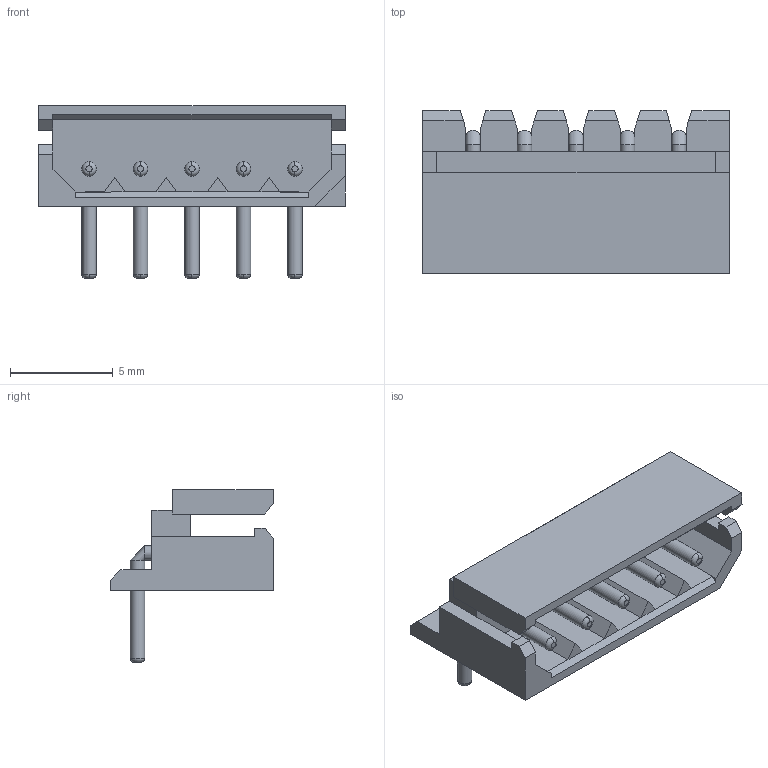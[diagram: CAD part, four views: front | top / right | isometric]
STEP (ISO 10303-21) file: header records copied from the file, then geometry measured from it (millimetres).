
FILE_DESCRIPTION(/* description */ ('STEP AP214'),/* implementation_level */ '2;1');
FILE_NAME(/* name */ '60f5f3a41c50256bf850aed3',/* time_stamp */ '2021-07-19T21:50:29+00:00',/* author */ (''),/* organization */ (''),/* preprocessor_version */ 'ST-DEVELOPER v18.1',/* originating_system */ ' ',/* authorisation */ ' ');
FILE_SCHEMA (('AUTOMOTIVE_DESIGN {1 0 10303 214 3 1 1}'));
Length unit declared in the file: metre
Products named in the file (6): PIN 1; PIN 2; PIN 5; PIN 3; BASE; PIN 4
Bounding box: 14.9 x 7.9 x 8.4 mm (x, y, z)
Volume: 259.4 mm3; surface area: 710.2 mm2
Topology: 6 solids, 6 shells, 154 faces, 392 edges, 240 vertices
Faces by surface type: plane 114, torus 25, cylinder 15
Full cylindrical faces by diameter (mm): 0.7 x15
Entity records: 4550 total; most frequent: DIRECTION 762, CARTESIAN_POINT 757, ORIENTED_EDGE 724, EDGE_CURVE 362, LINE 282, VECTOR 282, AXIS2_PLACEMENT_3D 240, VERTEX_POINT 235
